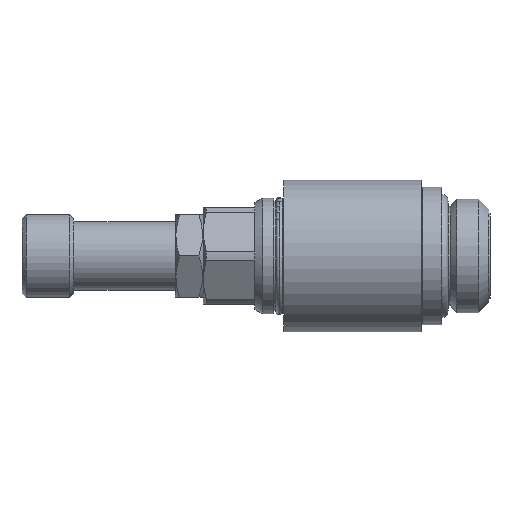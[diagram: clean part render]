
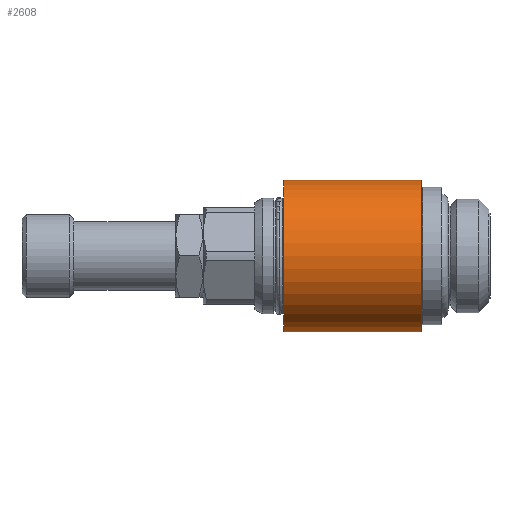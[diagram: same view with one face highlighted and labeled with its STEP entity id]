
A CAD part, left-side view. The second image highlights one B-rep face of the part: STEP entity #2608.
In plain terms, the highlighted cylindrical face has radius 11 mm (diameter 22 mm), a partial arc.
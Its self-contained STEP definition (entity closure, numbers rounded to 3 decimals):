
#700 = DIRECTION ( 'NONE',  ( 0., 0., -1. ) ) ;
#704 = DIRECTION ( 'NONE',  ( 0., -1., 0. ) ) ;
#705 = CARTESIAN_POINT ( 'NONE',  ( 0., 30.3, 0. ) ) ;
#706 = AXIS2_PLACEMENT_3D ( 'NONE', #705, #704, #700 ) ;
#707 = CIRCLE ( 'NONE', #706, 11. ) ;
#1792 = VERTEX_POINT ( 'NONE', #4676 ) ;
#1801 = VERTEX_POINT ( 'NONE', #4674 ) ;
#1836 = VERTEX_POINT ( 'NONE', #4678 ) ;
#1842 = VERTEX_POINT ( 'NONE', #4682 ) ;
#1854 = EDGE_CURVE ( 'NONE', #1801, #1836, #5171, .T. ) ;
#1857 = EDGE_CURVE ( 'NONE', #1792, #1842, #5187, .T. ) ;
#2119 = EDGE_CURVE ( 'NONE', #1836, #1842, #707, .T. ) ;
#2608 = ADVANCED_FACE ( 'NONE', ( #3469 ), #3489, .T. ) ;
#2621 = ORIENTED_EDGE ( 'NONE', *, *, #2119, .T. ) ;
#2648 = ORIENTED_EDGE ( 'NONE', *, *, #2763, .T. ) ;
#2653 = EDGE_LOOP ( 'NONE', ( #2785, #2648, #2705, #2621 ) ) ;
#2705 = ORIENTED_EDGE ( 'NONE', *, *, #1854, .T. ) ;
#2763 = EDGE_CURVE ( 'NONE', #1792, #1801, #4619, .T. ) ;
#2785 = ORIENTED_EDGE ( 'NONE', *, *, #1857, .F. ) ;
#3469 = FACE_OUTER_BOUND ( 'NONE', #2653, .T. ) ;
#3475 = CARTESIAN_POINT ( 'NONE',  ( 0., 36.386, 0. ) ) ;
#3476 = AXIS2_PLACEMENT_3D ( 'NONE', #3475, #3488, #3487 ) ;
#3487 = DIRECTION ( 'NONE',  ( 0., 0., 1. ) ) ;
#3488 = DIRECTION ( 'NONE',  ( 0., 1., 0. ) ) ;
#3489 = CYLINDRICAL_SURFACE ( 'NONE', #3476, 11. ) ;
#4617 = DIRECTION ( 'NONE',  ( 0., 1., 0. ) ) ;
#4619 = CIRCLE ( 'NONE', #4637, 11. ) ;
#4630 = CARTESIAN_POINT ( 'NONE',  ( 0., 10.3, 0. ) ) ;
#4637 = AXIS2_PLACEMENT_3D ( 'NONE', #4630, #4617, #4648 ) ;
#4648 = DIRECTION ( 'NONE',  ( 0., 0., 1. ) ) ;
#4674 = CARTESIAN_POINT ( 'NONE',  ( 0., 10.3, 11. ) ) ;
#4676 = CARTESIAN_POINT ( 'NONE',  ( 0., 10.3, -11. ) ) ;
#4678 = CARTESIAN_POINT ( 'NONE',  ( 0., 30.3, 11. ) ) ;
#4682 = CARTESIAN_POINT ( 'NONE',  ( 0., 30.3, -11. ) ) ;
#5168 = DIRECTION ( 'NONE',  ( 0., 1., 0. ) ) ;
#5169 = VECTOR ( 'NONE', #5168, 1000. ) ;
#5170 = CARTESIAN_POINT ( 'NONE',  ( 0., 36.386, 11. ) ) ;
#5171 = LINE ( 'NONE', #5170, #5169 ) ;
#5182 = DIRECTION ( 'NONE',  ( 0., 1., 0. ) ) ;
#5183 = CARTESIAN_POINT ( 'NONE',  ( 0., 36.386, -11. ) ) ;
#5186 = VECTOR ( 'NONE', #5182, 1000. ) ;
#5187 = LINE ( 'NONE', #5183, #5186 ) ;
